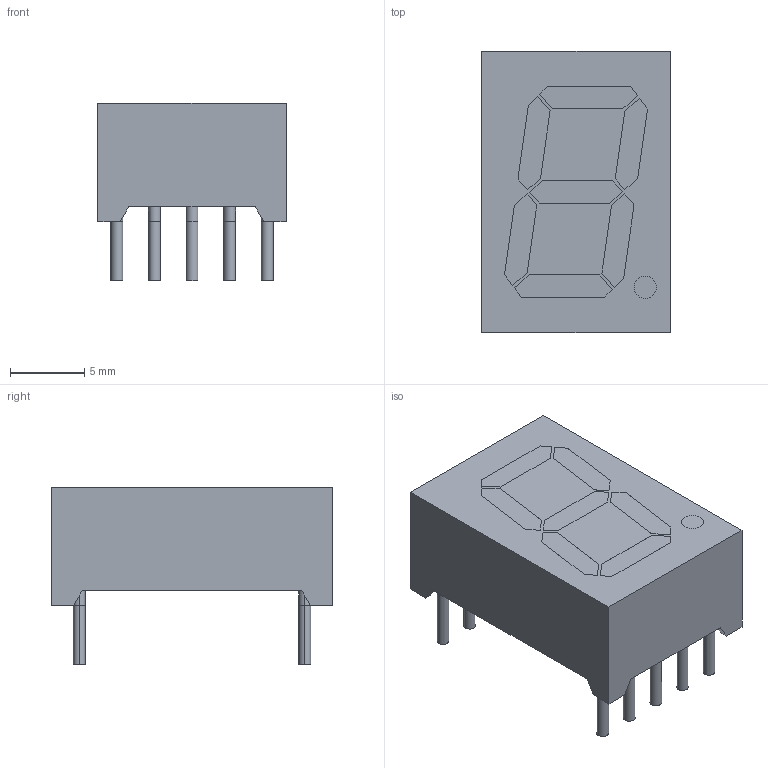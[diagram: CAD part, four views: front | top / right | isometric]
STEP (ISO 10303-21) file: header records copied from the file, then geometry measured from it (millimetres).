
FILE_DESCRIPTION (( 'STEP AP214' ), '1' );
FILE_NAME ('DISPLAY 7SEG.STEP', '2015-07-10T00:59:06', ( '' ), ( '' ), 'SwSTEP 2.0', 'SolidWorks 2012', '' );
FILE_SCHEMA (( 'AUTOMOTIVE_DESIGN' ));
Length unit declared in the file: millimetre
Products named in the file (1): DISPLAY 7SEG
Bounding box: 12.7 x 19 x 12 mm (x, y, z)
Volume: 1720.4 mm3; surface area: 1086.1 mm2
Topology: 8 solids, 8 shells, 136 faces, 306 edges, 204 vertices
Faces by surface type: plane 100, cylinder 36
Entity records: 5375 total; most frequent: DIRECTION 652, CARTESIAN_POINT 647, ORIENTED_EDGE 612, EDGE_CURVE 306, LINE 234, VECTOR 234, AXIS2_PLACEMENT_3D 209, VERTEX_POINT 204
